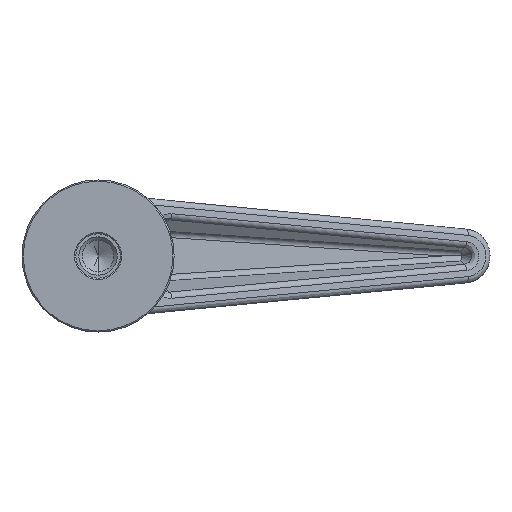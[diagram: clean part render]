
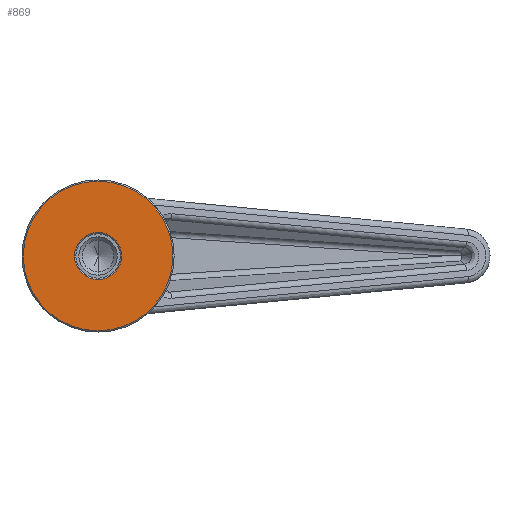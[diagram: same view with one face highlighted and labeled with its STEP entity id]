
A CAD part, front view. The second image highlights one B-rep face of the part: STEP entity #869.
In plain terms, the highlighted planar face has unit normal (0, -1, 0).
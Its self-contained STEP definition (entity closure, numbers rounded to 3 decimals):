
#507=EDGE_CURVE('NONE',#807,#899,#1374,.T.);
#685=EDGE_CURVE('NONE',#841,#1131,#1573,.T.);
#807=VERTEX_POINT('NONE',#1711);
#841=VERTEX_POINT('NONE',#1750);
#869=ADVANCED_FACE('NONE',(#1780,#1781),#1782,.F.);
#899=VERTEX_POINT('NONE',#1818);
#907=EDGE_CURVE('NONE',#1131,#841,#1827,.T.);
#961=EDGE_CURVE('NONE',#899,#807,#1885,.T.);
#1131=VERTEX_POINT('NONE',#2069);
#1374=CIRCLE('',#2590,11.8);
#1573=CIRCLE('',#3554,3.7);
#1711=CARTESIAN_POINT('',(0.0,0.0,11.8));
#1750=CARTESIAN_POINT('',(0.0,0.0,-3.7));
#1780=FACE_OUTER_BOUND('',#4249,.T.);
#1781=FACE_BOUND('',#4250,.T.);
#1782=PLANE('',#4251);
#1818=CARTESIAN_POINT('',(0.,0.0,-11.8));
#1827=CIRCLE('',#4310,3.7);
#1885=CIRCLE('',#4438,11.8);
#2069=CARTESIAN_POINT('',(0.,0.0,3.7));
#2590=AXIS2_PLACEMENT_3D('',#7286,#7287,#7288);
#3554=AXIS2_PLACEMENT_3D('',#7486,#7487,#7488);
#4249=EDGE_LOOP('',(#7699,#7700));
#4250=EDGE_LOOP('',(#7701,#7702));
#4251=AXIS2_PLACEMENT_3D('',#7703,#7704,#7705);
#4310=AXIS2_PLACEMENT_3D('',#7758,#7759,#7760);
#4438=AXIS2_PLACEMENT_3D('',#7813,#7814,#7815);
#7286=CARTESIAN_POINT('',(0.0,0.0,0.0));
#7287=DIRECTION('',(0.0,-1.0,0.0));
#7288=DIRECTION('',(0.0,0.0,-1.0));
#7486=CARTESIAN_POINT('',(0.0,0.0,0.0));
#7487=DIRECTION('',(0.0,-1.0,0.0));
#7488=DIRECTION('',(0.0,0.0,-1.0));
#7699=ORIENTED_EDGE('',*,*,#507,.T.);
#7700=ORIENTED_EDGE('',*,*,#961,.T.);
#7701=ORIENTED_EDGE('',*,*,#685,.F.);
#7702=ORIENTED_EDGE('',*,*,#907,.F.);
#7703=CARTESIAN_POINT('',(-3.7,0.0,0.0));
#7704=DIRECTION('',(0.0,1.0,0.0));
#7705=DIRECTION('',(1.0,0.0,-0.0));
#7758=CARTESIAN_POINT('',(0.0,0.0,0.0));
#7759=DIRECTION('',(0.0,-1.0,0.0));
#7760=DIRECTION('',(0.0,0.0,-1.0));
#7813=CARTESIAN_POINT('',(0.0,0.0,0.0));
#7814=DIRECTION('',(0.0,-1.0,0.0));
#7815=DIRECTION('',(0.0,0.0,-1.0));
